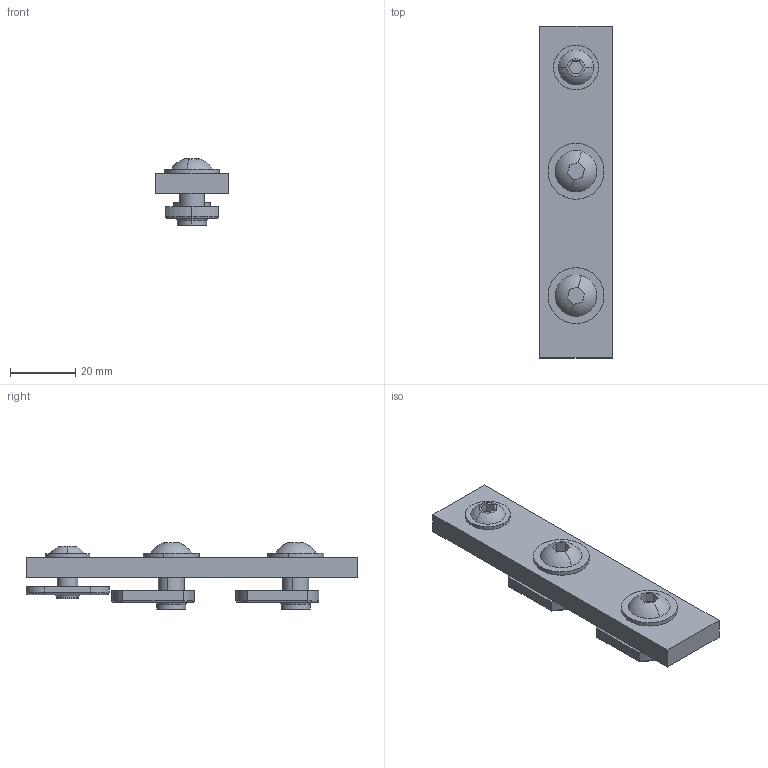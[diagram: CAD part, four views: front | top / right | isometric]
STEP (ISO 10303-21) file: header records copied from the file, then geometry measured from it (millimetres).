
FILE_DESCRIPTION (( 'STEP AP203' ), '1' );
FILE_NAME ('653270.SLDASM.step', '2003-10-13T11:32:50', ( 'Jerry Winters' ), ( 'GoEngineer' ), 'SwSTEP 2.0', 'SolidWorks 2003174', '' );
FILE_SCHEMA (( 'CONFIG_CONTROL_DESIGN' ));
Length unit declared in the file: inch
Products named in the file (8): 653270.SLDASM; 651129; FBHSCS_651134; 651097; Joining Plate (STD)_653270; 651130; 651163; FBHSCS_651136
Assembly tree (8 placements, depth 3):
  653270.SLDASM
    651130
      FBHSCS_651136
      651163
    651129  x2
      651097
      FBHSCS_651134
    Joining Plate (STD)_653270
Bounding box: 22.23 x 101.6 x 20.27 mm (x, y, z)
Volume: 19572.5 mm3; surface area: 11831 mm2
Topology: 7 solids, 7 shells, 118 faces, 257 edges, 163 vertices
Faces by surface type: plane 52, cylinder 45, torus 15, sphere 6
Entity records: 3238 total; most frequent: DIRECTION 462, CARTESIAN_POINT 414, ORIENTED_EDGE 364, AXIS2_PLACEMENT_3D 188, EDGE_CURVE 182, VERTEX_POINT 116, EDGE_LOOP 100, CIRCLE 92
